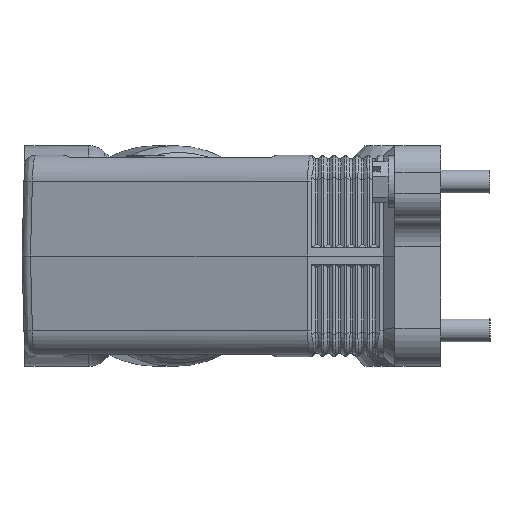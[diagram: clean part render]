
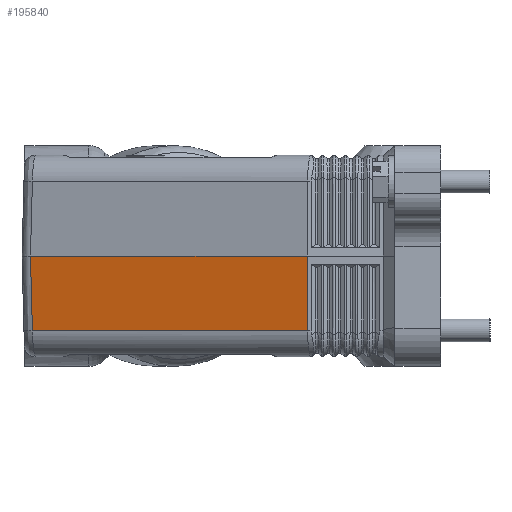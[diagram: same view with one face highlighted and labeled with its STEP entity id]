
A CAD part, left-side view. The second image highlights one B-rep face of the part: STEP entity #195840.
In plain terms, the highlighted planar face has unit normal (-0.966, 0.259, -0.026).
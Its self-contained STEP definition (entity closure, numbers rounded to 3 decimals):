
#105090=CARTESIAN_POINT('',(-111.615,31.294,13.));
#105100=VERTEX_POINT('',#105090);
#195440=CARTESIAN_POINT('',(-90.861,106.118,
-12.991));
#195450=DIRECTION('',(0.966,-0.259,
0.026));
#195460=DIRECTION('',(0.259,0.966,0.));
#195470=AXIS2_PLACEMENT_3D('',#195440,#195450,#195460);
#195480=PLANE('',#195470);
#195490=CARTESIAN_POINT('',(-91.719,103.556,
-6.683));
#195500=CARTESIAN_POINT('',(-91.721,103.559,
-6.562));
#195510=CARTESIAN_POINT('',(-91.724,103.562,
-6.44));
#195520=CARTESIAN_POINT('',(-91.876,103.76,
1.121));
#195530=CARTESIAN_POINT('',(-92.025,103.955,
8.559));
#195540=CARTESIAN_POINT('',(-92.175,104.15,
15.998));
#195550=B_SPLINE_CURVE_WITH_KNOTS('',3,(#195490,#195500,#195510,#195520,
#195530,#195540),.UNSPECIFIED.,.F.,.F.,(4,2,4),(0.,0.365,
22.694),.UNSPECIFIED.);
#195560=CARTESIAN_POINT('',(-91.719,103.556,
-6.683));
#195570=VERTEX_POINT('',#195560);
#195580=CARTESIAN_POINT('',(-92.114,104.071,13.));
#195590=VERTEX_POINT('',#195580);
#195600=EDGE_CURVE('',#195570,#195590,#195550,.T.);
#195610=ORIENTED_EDGE('',*,*,#195600,.F.);
#195620=CARTESIAN_POINT('',(-120.,0.,13.)
);
#195630=DIRECTION('',(-0.259,-0.966,0.));
#195640=VECTOR('',#195630,1.);
#195650=LINE('',#195620,#195640);
#195660=EDGE_CURVE('',#195590,#105100,#195650,.T.);
#195670=ORIENTED_EDGE('',*,*,#195660,.F.);
#195680=CARTESIAN_POINT('',(-112.296,31.384,39.));
#195690=DIRECTION('',(0.026,-0.003,
-1.));
#195700=VECTOR('',#195690,1.);
#195710=LINE('',#195680,#195700);
#195720=CARTESIAN_POINT('',(-111.1,31.226,
-6.683));
#195730=VERTEX_POINT('',#195720);
#195740=EDGE_CURVE('',#105100,#195730,#195710,.T.);
#195750=ORIENTED_EDGE('',*,*,#195740,.F.);
#195760=CARTESIAN_POINT('',(-118.981,1.811,
-6.683));
#195770=DIRECTION('',(0.259,0.966,0.));
#195780=VECTOR('',#195770,1.);
#195790=LINE('',#195760,#195780);
#195800=EDGE_CURVE('',#195730,#195570,#195790,.T.);
#195810=ORIENTED_EDGE('',*,*,#195800,.F.);
#195820=EDGE_LOOP('',(#195810,#195750,#195670,#195610));
#195830=FACE_OUTER_BOUND('',#195820,.T.);
#195840=ADVANCED_FACE('',(#195830),#195480,.F.);
